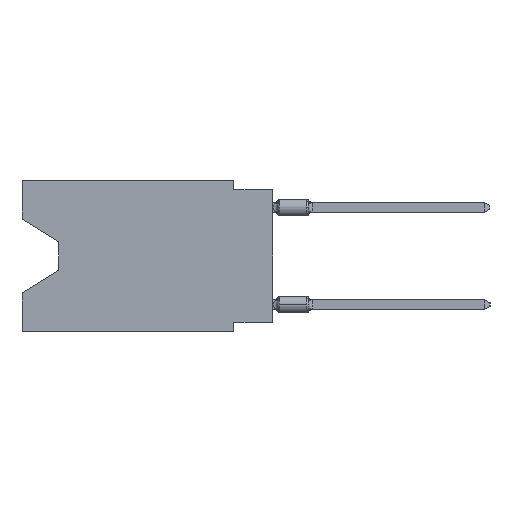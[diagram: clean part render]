
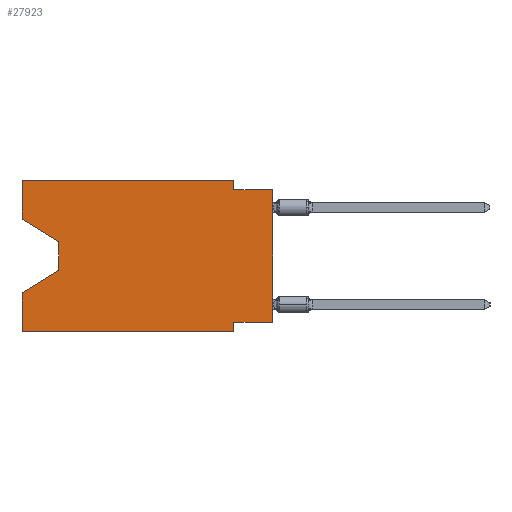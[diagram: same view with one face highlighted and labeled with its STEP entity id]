
A CAD part, left-side view. The second image highlights one B-rep face of the part: STEP entity #27923.
In plain terms, the highlighted planar face has unit normal (-1, 0, 0).
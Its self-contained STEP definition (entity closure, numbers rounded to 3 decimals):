
#131 = EDGE_LOOP ( 'NONE', ( #40928, #15375, #10035, #39768, #6366, #2342, #47110, #16421, #8514, #19444, #15487, #31215 ) ) ;
#1419 = VERTEX_POINT ( 'NONE', #11713 ) ;
#1431 = EDGE_CURVE ( 'NONE', #16830, #34774, #49205, .T. ) ;
#2007 = CARTESIAN_POINT ( 'NONE',  ( 0., 13.97, -4.013 ) ) ;
#2064 = PLANE ( 'NONE',  #11799 ) ;
#2225 = LINE ( 'NONE', #6586, #48900 ) ;
#2342 = ORIENTED_EDGE ( 'NONE', *, *, #2665, .F. ) ;
#2665 = EDGE_CURVE ( 'NONE', #21156, #38012, #6781, .T. ) ;
#3001 = EDGE_CURVE ( 'NONE', #19933, #29294, #3384, .T. ) ;
#3384 = LINE ( 'NONE', #14934, #44119 ) ;
#4563 = VERTEX_POINT ( 'NONE', #6466 ) ;
#5136 = LINE ( 'NONE', #33149, #33205 ) ;
#5670 = FACE_OUTER_BOUND ( 'NONE', #131, .T. ) ;
#5972 = VERTEX_POINT ( 'NONE', #46562 ) ;
#5993 = DIRECTION ( 'NONE',  ( 0., 0., 1. ) ) ;
#6150 = LINE ( 'NONE', #16950, #34127 ) ;
#6366 = ORIENTED_EDGE ( 'NONE', *, *, #7505, .T. ) ;
#6466 = CARTESIAN_POINT ( 'NONE',  ( 0., 16.383, 0. ) ) ;
#6523 = DIRECTION ( 'NONE',  ( 0., 0.855, -0.519 ) ) ;
#6586 = CARTESIAN_POINT ( 'NONE',  ( 0., 2.54, 0. ) ) ;
#6601 = CARTESIAN_POINT ( 'NONE',  ( 0., 13.97, -4.013 ) ) ;
#6710 = VERTEX_POINT ( 'NONE', #6601 ) ;
#6781 = LINE ( 'NONE', #34549, #23040 ) ;
#7505 = EDGE_CURVE ( 'NONE', #16830, #38012, #10792, .T. ) ;
#7829 = DIRECTION ( 'NONE',  ( 0., 0., 1. ) ) ;
#8514 = ORIENTED_EDGE ( 'NONE', *, *, #3001, .F. ) ;
#10035 = ORIENTED_EDGE ( 'NONE', *, *, #14535, .T. ) ;
#10533 = CARTESIAN_POINT ( 'NONE',  ( 0., 0., -0.635 ) ) ;
#10792 = LINE ( 'NONE', #22608, #14564 ) ;
#11193 = LINE ( 'NONE', #41253, #23423 ) ;
#11705 = DIRECTION ( 'NONE',  ( 0., -1., 0. ) ) ;
#11713 = CARTESIAN_POINT ( 'NONE',  ( 0., 2.54, 0. ) ) ;
#11799 = AXIS2_PLACEMENT_3D ( 'NONE', #13881, #29581, #41654 ) ;
#13492 = CARTESIAN_POINT ( 'NONE',  ( 0., 16.383, -9.906 ) ) ;
#13822 = DIRECTION ( 'NONE',  ( 0., 0., -1. ) ) ;
#13881 = CARTESIAN_POINT ( 'NONE',  ( 0., 16.383, 0. ) ) ;
#14535 = EDGE_CURVE ( 'NONE', #17468, #34774, #45583, .T. ) ;
#14564 = VECTOR ( 'NONE', #38294, 1000. ) ;
#14748 = DIRECTION ( 'NONE',  ( 0., 0., -1. ) ) ;
#14934 = CARTESIAN_POINT ( 'NONE',  ( 0., 0., -0.635 ) ) ;
#15375 = ORIENTED_EDGE ( 'NONE', *, *, #18237, .T. ) ;
#15487 = ORIENTED_EDGE ( 'NONE', *, *, #40287, .F. ) ;
#15934 = VECTOR ( 'NONE', #6523, 1000. ) ;
#16421 = ORIENTED_EDGE ( 'NONE', *, *, #48651, .T. ) ;
#16830 = VERTEX_POINT ( 'NONE', #13492 ) ;
#16950 = CARTESIAN_POINT ( 'NONE',  ( 0., 0., -9.271 ) ) ;
#17468 = VERTEX_POINT ( 'NONE', #30170 ) ;
#17619 = DIRECTION ( 'NONE',  ( 0., 0., -1. ) ) ;
#18237 = EDGE_CURVE ( 'NONE', #6710, #17468, #45969, .T. ) ;
#19444 = ORIENTED_EDGE ( 'NONE', *, *, #19845, .F. ) ;
#19776 = CARTESIAN_POINT ( 'NONE',  ( 0., 2.54, -9.906 ) ) ;
#19816 = VECTOR ( 'NONE', #5993, 1000. ) ;
#19845 = EDGE_CURVE ( 'NONE', #1419, #19933, #2225, .T. ) ;
#19933 = VERTEX_POINT ( 'NONE', #29475 ) ;
#21156 = VERTEX_POINT ( 'NONE', #50003 ) ;
#21558 = DIRECTION ( 'NONE',  ( 0., 1., 0. ) ) ;
#22608 = CARTESIAN_POINT ( 'NONE',  ( 0., 16.383, -9.906 ) ) ;
#23040 = VECTOR ( 'NONE', #14748, 1000. ) ;
#23423 = VECTOR ( 'NONE', #7829, 1000. ) ;
#23529 = LINE ( 'NONE', #31008, #43679 ) ;
#24066 = EDGE_CURVE ( 'NONE', #26549, #4563, #11193, .T. ) ;
#26549 = VERTEX_POINT ( 'NONE', #47267 ) ;
#27923 = ADVANCED_FACE ( 'NONE', ( #5670 ), #2064, .F. ) ;
#29294 = VERTEX_POINT ( 'NONE', #10533 ) ;
#29475 = CARTESIAN_POINT ( 'NONE',  ( 0., 2.54, -0.635 ) ) ;
#29581 = DIRECTION ( 'NONE',  ( 1., 0., 0. ) ) ;
#30124 = DIRECTION ( 'NONE',  ( 0., 0., 1. ) ) ;
#30170 = CARTESIAN_POINT ( 'NONE',  ( 0., 13.97, -5.893 ) ) ;
#30277 = EDGE_CURVE ( 'NONE', #5972, #21156, #6150, .T. ) ;
#30616 = LINE ( 'NONE', #42444, #35571 ) ;
#31008 = CARTESIAN_POINT ( 'NONE',  ( 0., 16.383, 0. ) ) ;
#31215 = ORIENTED_EDGE ( 'NONE', *, *, #24066, .F. ) ;
#33149 = CARTESIAN_POINT ( 'NONE',  ( 0., 16.383, -2.546 ) ) ;
#33193 = VECTOR ( 'NONE', #13822, 1000. ) ;
#33205 = VECTOR ( 'NONE', #40355, 1000. ) ;
#34127 = VECTOR ( 'NONE', #21558, 1000. ) ;
#34499 = CARTESIAN_POINT ( 'NONE',  ( 0., 16.383, -7.36 ) ) ;
#34549 = CARTESIAN_POINT ( 'NONE',  ( 0., 2.54, -9.906 ) ) ;
#34774 = VERTEX_POINT ( 'NONE', #34499 ) ;
#35571 = VECTOR ( 'NONE', #30124, 1000. ) ;
#38012 = VERTEX_POINT ( 'NONE', #19776 ) ;
#38294 = DIRECTION ( 'NONE',  ( 0., -1., 0. ) ) ;
#39768 = ORIENTED_EDGE ( 'NONE', *, *, #1431, .F. ) ;
#40287 = EDGE_CURVE ( 'NONE', #4563, #1419, #23529, .T. ) ;
#40355 = DIRECTION ( 'NONE',  ( 0., -0.855, -0.519 ) ) ;
#40928 = ORIENTED_EDGE ( 'NONE', *, *, #50132, .T. ) ;
#41214 = CARTESIAN_POINT ( 'NONE',  ( 0., 16.383, 0. ) ) ;
#41253 = CARTESIAN_POINT ( 'NONE',  ( 0., 16.383, 0. ) ) ;
#41654 = DIRECTION ( 'NONE',  ( 0., 0., -1. ) ) ;
#42444 = CARTESIAN_POINT ( 'NONE',  ( 0., 0., 0. ) ) ;
#43679 = VECTOR ( 'NONE', #11705, 1000. ) ;
#44119 = VECTOR ( 'NONE', #46563, 1000. ) ;
#45583 = LINE ( 'NONE', #46103, #15934 ) ;
#45969 = LINE ( 'NONE', #2007, #33193 ) ;
#46103 = CARTESIAN_POINT ( 'NONE',  ( 0., 13.97, -5.893 ) ) ;
#46562 = CARTESIAN_POINT ( 'NONE',  ( 0., 0., -9.271 ) ) ;
#46563 = DIRECTION ( 'NONE',  ( 0., -1., 0. ) ) ;
#47110 = ORIENTED_EDGE ( 'NONE', *, *, #30277, .F. ) ;
#47267 = CARTESIAN_POINT ( 'NONE',  ( 0., 16.383, -2.546 ) ) ;
#48651 = EDGE_CURVE ( 'NONE', #5972, #29294, #30616, .T. ) ;
#48900 = VECTOR ( 'NONE', #17619, 1000. ) ;
#49205 = LINE ( 'NONE', #41214, #19816 ) ;
#50003 = CARTESIAN_POINT ( 'NONE',  ( 0., 2.54, -9.271 ) ) ;
#50132 = EDGE_CURVE ( 'NONE', #26549, #6710, #5136, .T. ) ;
